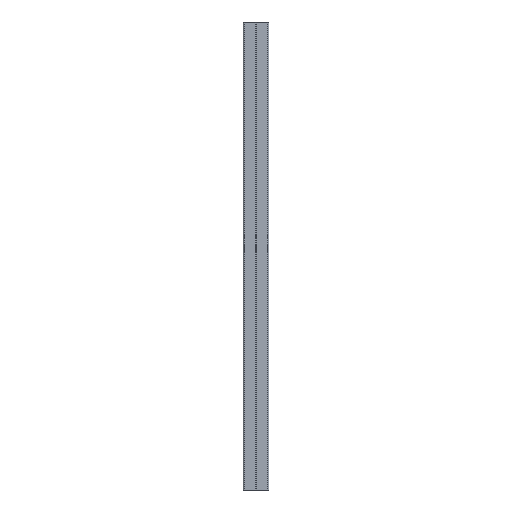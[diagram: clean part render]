
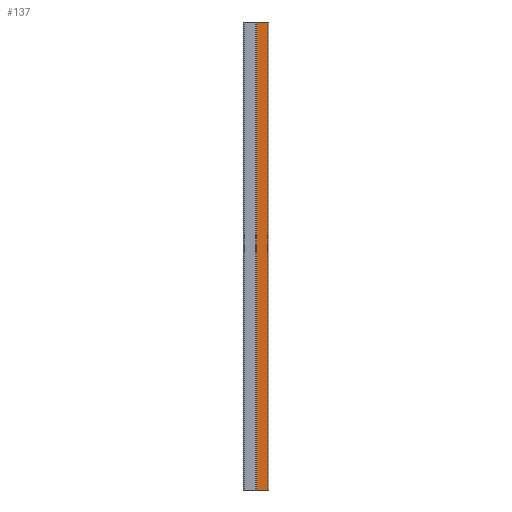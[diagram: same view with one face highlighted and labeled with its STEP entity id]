
A CAD part, left-side view. The second image highlights one B-rep face of the part: STEP entity #137.
In plain terms, the highlighted planar face has unit normal (-1, 0, 0).
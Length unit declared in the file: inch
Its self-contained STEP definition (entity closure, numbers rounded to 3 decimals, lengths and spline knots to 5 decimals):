
#137=ADVANCED_FACE('',(#294),#295,.T.);
#294=FACE_OUTER_BOUND('',#469,.T.);
#295=PLANE('',#470);
#469=EDGE_LOOP('',(#874,#875,#876,#877));
#470=AXIS2_PLACEMENT_3D('',#878,#879,#880);
#874=ORIENTED_EDGE('',*,*,#1216,.T.);
#875=ORIENTED_EDGE('',*,*,#1205,.F.);
#876=ORIENTED_EDGE('',*,*,#1188,.F.);
#877=ORIENTED_EDGE('',*,*,#1250,.T.);
#878=CARTESIAN_POINT('',(-0.8125,-1.59375,0.0));
#879=DIRECTION('',(-1.0,0.,0.0));
#880=DIRECTION('',(0.,-1.0,-0.0));
#1188=EDGE_CURVE('',#1470,#1472,#1473,.T.);
#1205=EDGE_CURVE('',#1472,#1498,#1500,.T.);
#1216=EDGE_CURVE('',#1517,#1498,#1518,.T.);
#1250=EDGE_CURVE('',#1470,#1517,#1577,.T.);
#1470=VERTEX_POINT('',#1843);
#1472=VERTEX_POINT('',#1845);
#1473=LINE('',#1846,#1847);
#1498=VERTEX_POINT('',#1879);
#1500=LINE('',#1881,#1882);
#1517=VERTEX_POINT('',#1902);
#1518=LINE('',#1903,#1904);
#1577=LINE('',#1978,#1979);
#1843=CARTESIAN_POINT('',(-0.8125,-3.05125,0.0));
#1845=CARTESIAN_POINT('',(-0.8125,-0.13625,0.0));
#1846=CARTESIAN_POINT('',(-0.8125,-3.05125,0.0));
#1847=VECTOR('',#2208,1.0);
#1879=CARTESIAN_POINT('',(-0.8125,-0.13625,120.0));
#1881=CARTESIAN_POINT('',(-0.8125,-0.13625,0.0));
#1882=VECTOR('',#2237,1.0);
#1902=CARTESIAN_POINT('',(-0.8125,-3.05125,120.0));
#1903=CARTESIAN_POINT('',(-0.8125,-3.05125,120.0));
#1904=VECTOR('',#2259,1.0);
#1978=CARTESIAN_POINT('',(-0.8125,-3.05125,0.0));
#1979=VECTOR('',#2326,1.0);
#2208=DIRECTION('',(0.,1.0,0.0));
#2237=DIRECTION('',(0.0,0.0,1.0));
#2259=DIRECTION('',(0.,1.0,0.0));
#2326=DIRECTION('',(0.0,0.0,1.0));
